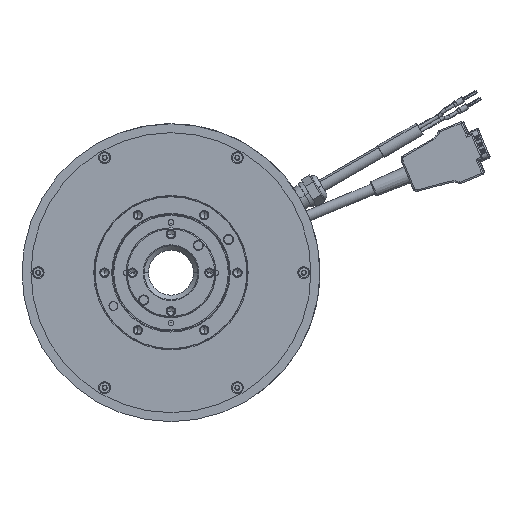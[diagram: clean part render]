
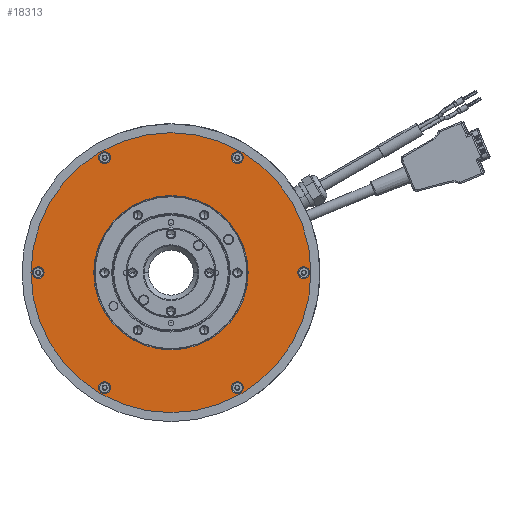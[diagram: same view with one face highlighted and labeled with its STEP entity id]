
A CAD part, front view. The second image highlights one B-rep face of the part: STEP entity #18313.
In plain terms, the highlighted planar face has unit normal (0, -1, 0).
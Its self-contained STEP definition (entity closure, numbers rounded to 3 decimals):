
#1311=CARTESIAN_POINT('',(0.,-212.1,0.));
#1312=DIRECTION('',(0.,1.,0.));
#1313=DIRECTION('',(-0.174,0.,0.985));
#1314=AXIS2_PLACEMENT_3D('',#1311,#1312,#1313);
#1325=CARTESIAN_POINT('',(0.,-212.1,0.));
#1326=DIRECTION('',(0.,-1.,0.));
#1327=DIRECTION('',(-0.174,0.,0.985));
#1328=AXIS2_PLACEMENT_3D('',#1325,#1326,#1327);
#1334=CARTESIAN_POINT('',(0.,-212.1,0.));
#1335=DIRECTION('',(0.,-1.,0.));
#1336=DIRECTION('',(-0.174,0.,0.985));
#1337=AXIS2_PLACEMENT_3D('',#1334,#1335,#1336);
#1339=CARTESIAN_POINT('',(0.,-212.1,0.));
#1340=DIRECTION('',(0.,1.,0.));
#1341=DIRECTION('',(-0.174,0.,0.985));
#1342=AXIS2_PLACEMENT_3D('',#1339,#1340,#1341);
#1344=CARTESIAN_POINT('',(-74.,-212.1,0.));
#1345=DIRECTION('',(0.,-1.,0.));
#1346=DIRECTION('',(-0.174,0.,0.985));
#1347=AXIS2_PLACEMENT_3D('',#1344,#1345,#1346);
#1349=CARTESIAN_POINT('',(-74.,-212.1,0.));
#1350=DIRECTION('',(0.,-1.,0.));
#1351=DIRECTION('',(0.174,0.,-0.985));
#1352=AXIS2_PLACEMENT_3D('',#1349,#1350,#1351);
#1354=CARTESIAN_POINT('',(-37.,-212.1,64.086));
#1355=DIRECTION('',(0.,-1.,0.));
#1356=DIRECTION('',(-0.174,0.,0.985));
#1357=AXIS2_PLACEMENT_3D('',#1354,#1355,#1356);
#1359=CARTESIAN_POINT('',(-37.,-212.1,64.086));
#1360=DIRECTION('',(0.,-1.,0.));
#1361=DIRECTION('',(0.174,0.,-0.985));
#1362=AXIS2_PLACEMENT_3D('',#1359,#1360,#1361);
#1364=CARTESIAN_POINT('',(37.,-212.1,64.086));
#1365=DIRECTION('',(0.,-1.,0.));
#1366=DIRECTION('',(-0.174,0.,0.985));
#1367=AXIS2_PLACEMENT_3D('',#1364,#1365,#1366);
#1369=CARTESIAN_POINT('',(37.,-212.1,64.086));
#1370=DIRECTION('',(0.,-1.,0.));
#1371=DIRECTION('',(0.174,0.,-0.985));
#1372=AXIS2_PLACEMENT_3D('',#1369,#1370,#1371);
#1374=CARTESIAN_POINT('',(74.,-212.1,0.));
#1375=DIRECTION('',(0.,-1.,0.));
#1376=DIRECTION('',(-0.174,0.,0.985));
#1377=AXIS2_PLACEMENT_3D('',#1374,#1375,#1376);
#1379=CARTESIAN_POINT('',(74.,-212.1,0.));
#1380=DIRECTION('',(0.,-1.,0.));
#1381=DIRECTION('',(0.174,0.,-0.985));
#1382=AXIS2_PLACEMENT_3D('',#1379,#1380,#1381);
#1384=CARTESIAN_POINT('',(37.,-212.1,-64.086));
#1385=DIRECTION('',(0.,-1.,0.));
#1386=DIRECTION('',(-0.174,0.,0.985));
#1387=AXIS2_PLACEMENT_3D('',#1384,#1385,#1386);
#1389=CARTESIAN_POINT('',(37.,-212.1,-64.086));
#1390=DIRECTION('',(0.,-1.,0.));
#1391=DIRECTION('',(0.174,0.,-0.985));
#1392=AXIS2_PLACEMENT_3D('',#1389,#1390,#1391);
#1394=CARTESIAN_POINT('',(-37.,-212.1,-64.086));
#1395=DIRECTION('',(0.,-1.,0.));
#1396=DIRECTION('',(-0.174,0.,0.985));
#1397=AXIS2_PLACEMENT_3D('',#1394,#1395,#1396);
#1399=CARTESIAN_POINT('',(-37.,-212.1,-64.086));
#1400=DIRECTION('',(0.,-1.,0.));
#1401=DIRECTION('',(0.174,0.,-0.985));
#1402=AXIS2_PLACEMENT_3D('',#1399,#1400,#1401);
#13632=CARTESIAN_POINT('',(-13.545,-212.1,76.815));
#13634=VERTEX_POINT('',#13632);
#13636=CARTESIAN_POINT('',(13.545,-212.1,-76.815));
#13638=VERTEX_POINT('',#13636);
#13639=CARTESIAN_POINT('',(-7.467,-212.1,42.347));
#13640=CARTESIAN_POINT('',(7.467,-212.1,-42.347));
#13641=VERTEX_POINT('',#13639);
#13642=VERTEX_POINT('',#13640);
#13643=CARTESIAN_POINT('',(-74.573,-212.1,3.25));
#13644=CARTESIAN_POINT('',(-73.427,-212.1,-3.25));
#13645=VERTEX_POINT('',#13643);
#13646=VERTEX_POINT('',#13644);
#13647=CARTESIAN_POINT('',(-37.573,-212.1,67.336));
#13648=CARTESIAN_POINT('',(-36.427,-212.1,60.836));
#13649=VERTEX_POINT('',#13647);
#13650=VERTEX_POINT('',#13648);
#13651=CARTESIAN_POINT('',(36.427,-212.1,67.336));
#13652=CARTESIAN_POINT('',(37.573,-212.1,60.836));
#13653=VERTEX_POINT('',#13651);
#13654=VERTEX_POINT('',#13652);
#13655=CARTESIAN_POINT('',(73.427,-212.1,3.25));
#13656=CARTESIAN_POINT('',(74.573,-212.1,-3.25));
#13657=VERTEX_POINT('',#13655);
#13658=VERTEX_POINT('',#13656);
#13659=CARTESIAN_POINT('',(36.427,-212.1,-60.836));
#13660=CARTESIAN_POINT('',(37.573,-212.1,-67.336));
#13661=VERTEX_POINT('',#13659);
#13662=VERTEX_POINT('',#13660);
#13663=CARTESIAN_POINT('',(-37.573,-212.1,-60.836));
#13664=CARTESIAN_POINT('',(-36.427,-212.1,-67.336));
#13665=VERTEX_POINT('',#13663);
#13666=VERTEX_POINT('',#13664);
#18262=CARTESIAN_POINT('',(0.,-212.1,0.));
#18263=DIRECTION('',(0.,1.,0.));
#18264=DIRECTION('',(0.174,0.,-0.985));
#18265=AXIS2_PLACEMENT_3D('',#18262,#18263,#18264);
#18266=PLANE('',#18265);
#18268=ORIENTED_EDGE('',*,*,#18267,.F.);
#18270=ORIENTED_EDGE('',*,*,#18269,.T.);
#18271=EDGE_LOOP('',(#18268,#18270));
#18272=FACE_OUTER_BOUND('',#18271,.F.);
#18273=ORIENTED_EDGE('',*,*,#18242,.F.);
#18274=ORIENTED_EDGE('',*,*,#18256,.T.);
#18275=EDGE_LOOP('',(#18273,#18274));
#18276=FACE_BOUND('',#18275,.F.);
#18278=ORIENTED_EDGE('',*,*,#18277,.T.);
#18280=ORIENTED_EDGE('',*,*,#18279,.T.);
#18281=EDGE_LOOP('',(#18278,#18280));
#18282=FACE_BOUND('',#18281,.F.);
#18284=ORIENTED_EDGE('',*,*,#18283,.T.);
#18286=ORIENTED_EDGE('',*,*,#18285,.T.);
#18287=EDGE_LOOP('',(#18284,#18286));
#18288=FACE_BOUND('',#18287,.F.);
#18290=ORIENTED_EDGE('',*,*,#18289,.T.);
#18292=ORIENTED_EDGE('',*,*,#18291,.T.);
#18293=EDGE_LOOP('',(#18290,#18292));
#18294=FACE_BOUND('',#18293,.F.);
#18296=ORIENTED_EDGE('',*,*,#18295,.T.);
#18298=ORIENTED_EDGE('',*,*,#18297,.T.);
#18299=EDGE_LOOP('',(#18296,#18298));
#18300=FACE_BOUND('',#18299,.F.);
#18302=ORIENTED_EDGE('',*,*,#18301,.T.);
#18304=ORIENTED_EDGE('',*,*,#18303,.T.);
#18305=EDGE_LOOP('',(#18302,#18304));
#18306=FACE_BOUND('',#18305,.F.);
#18308=ORIENTED_EDGE('',*,*,#18307,.T.);
#18310=ORIENTED_EDGE('',*,*,#18309,.T.);
#18311=EDGE_LOOP('',(#18308,#18310));
#18312=FACE_BOUND('',#18311,.F.);
#1315=CIRCLE('',#1314,43.);
#1329=CIRCLE('',#1328,43.);
#1338=CIRCLE('',#1337,78.);
#1343=CIRCLE('',#1342,78.);
#1348=CIRCLE('',#1347,3.3);
#1353=CIRCLE('',#1352,3.3);
#1358=CIRCLE('',#1357,3.3);
#1363=CIRCLE('',#1362,3.3);
#1368=CIRCLE('',#1367,3.3);
#1373=CIRCLE('',#1372,3.3);
#1378=CIRCLE('',#1377,3.3);
#1383=CIRCLE('',#1382,3.3);
#1388=CIRCLE('',#1387,3.3);
#1393=CIRCLE('',#1392,3.3);
#1398=CIRCLE('',#1397,3.3);
#1403=CIRCLE('',#1402,3.3);
#18242=EDGE_CURVE('',#13641,#13642,#1315,.T.);
#18256=EDGE_CURVE('',#13641,#13642,#1329,.T.);
#18267=EDGE_CURVE('',#13634,#13638,#1338,.T.);
#18269=EDGE_CURVE('',#13634,#13638,#1343,.T.);
#18277=EDGE_CURVE('',#13645,#13646,#1348,.T.);
#18279=EDGE_CURVE('',#13646,#13645,#1353,.T.);
#18283=EDGE_CURVE('',#13649,#13650,#1358,.T.);
#18285=EDGE_CURVE('',#13650,#13649,#1363,.T.);
#18289=EDGE_CURVE('',#13653,#13654,#1368,.T.);
#18291=EDGE_CURVE('',#13654,#13653,#1373,.T.);
#18295=EDGE_CURVE('',#13657,#13658,#1378,.T.);
#18297=EDGE_CURVE('',#13658,#13657,#1383,.T.);
#18301=EDGE_CURVE('',#13661,#13662,#1388,.T.);
#18303=EDGE_CURVE('',#13662,#13661,#1393,.T.);
#18307=EDGE_CURVE('',#13665,#13666,#1398,.T.);
#18309=EDGE_CURVE('',#13666,#13665,#1403,.T.);
#18313=ADVANCED_FACE('',(#18272,#18276,#18282,#18288,#18294,#18300,#18306,
#18312),#18266,.F.);
